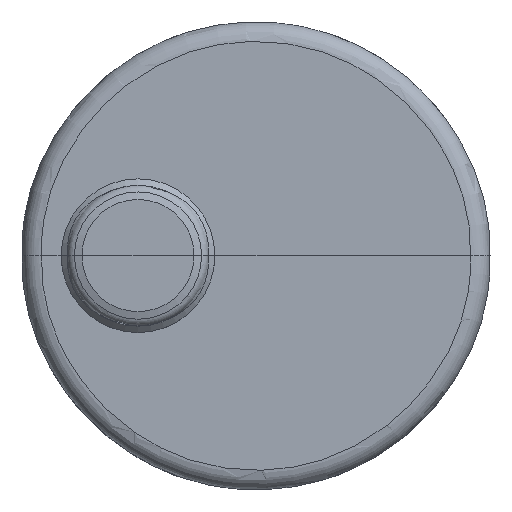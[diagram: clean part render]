
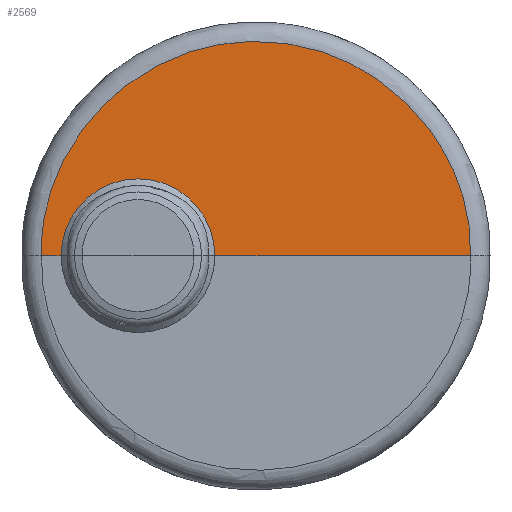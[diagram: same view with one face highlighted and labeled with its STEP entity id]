
A CAD part, top view. The second image highlights one B-rep face of the part: STEP entity #2569.
In plain terms, the highlighted planar face has unit normal (0, 0, 1).
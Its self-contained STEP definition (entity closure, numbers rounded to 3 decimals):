
#45=B_SPLINE_CURVE_WITH_KNOTS($,3,(#3692,#3693,#3694,#3695),
 .UNSPECIFIED.,.F.,.F.,(4,4),(0.,0.2),.UNSPECIFIED.);
#46=B_SPLINE_CURVE_WITH_KNOTS($,3,(#3697,#3698,#3699,#3700),
 .UNSPECIFIED.,.F.,.F.,(4,4),(0.8,1.),.UNSPECIFIED.);
#47=B_SPLINE_CURVE_WITH_KNOTS($,3,(#3702,#3703,#3704,#3705),
 .UNSPECIFIED.,.F.,.F.,(4,4),(0.6,0.8),.UNSPECIFIED.);
#48=B_SPLINE_CURVE_WITH_KNOTS($,3,(#3707,#3708,#3709,#3710),
 .UNSPECIFIED.,.F.,.F.,(4,4),(0.4,0.6),.UNSPECIFIED.);
#49=B_SPLINE_CURVE_WITH_KNOTS($,3,(#3711,#3712,#3713,#3714),
 .UNSPECIFIED.,.F.,.F.,(4,4),(0.2,0.4),.UNSPECIFIED.);
#221=FACE_OUTER_BOUND($,#365,.T.);
#365=EDGE_LOOP($,(#1743,#1744,#1745,#1746,#1747,#1748,#1749,#1750,#1751));
#493=CIRCLE($,#2719,7.25);
#560=LINE($,#3717,#769);
#561=LINE($,#3718,#770);
#562=LINE($,#3719,#771);
#769=VECTOR($,#3023,22.);
#770=VECTOR($,#3024,4.75);
#771=VECTOR($,#3025,2.75);
#970=VERTEX_POINT($,#3590);
#971=VERTEX_POINT($,#3592);
#983=VERTEX_POINT($,#3654);
#985=VERTEX_POINT($,#3665);
#989=VERTEX_POINT($,#3691);
#990=VERTEX_POINT($,#3696);
#991=VERTEX_POINT($,#3701);
#992=VERTEX_POINT($,#3706);
#993=VERTEX_POINT($,#3716);
#1248=EDGE_CURVE($,#970,#971,#493,.T.);
#1276=EDGE_CURVE($,#985,#989,#45,.T.);
#1277=EDGE_CURVE($,#990,#983,#46,.T.);
#1278=EDGE_CURVE($,#991,#990,#47,.T.);
#1279=EDGE_CURVE($,#992,#991,#48,.T.);
#1280=EDGE_CURVE($,#989,#992,#49,.T.);
#1281=EDGE_CURVE($,#993,#985,#560,.T.);
#1282=EDGE_CURVE($,#971,#993,#561,.T.);
#1283=EDGE_CURVE($,#983,#970,#562,.T.);
#1743=ORIENTED_EDGE($,*,*,#1276,.T.);
#1744=ORIENTED_EDGE($,*,*,#1280,.T.);
#1745=ORIENTED_EDGE($,*,*,#1279,.T.);
#1746=ORIENTED_EDGE($,*,*,#1278,.T.);
#1747=ORIENTED_EDGE($,*,*,#1277,.T.);
#1748=ORIENTED_EDGE($,*,*,#1283,.T.);
#1749=ORIENTED_EDGE($,*,*,#1248,.T.);
#1750=ORIENTED_EDGE($,*,*,#1282,.T.);
#1751=ORIENTED_EDGE($,*,*,#1281,.T.);
#2435=PLANE($,#2741);
#2569=ADVANCED_FACE($,(#221),#2435,.F.);
#2719=AXIS2_PLACEMENT_3D($,#3597,#2969,#2970);
#2741=AXIS2_PLACEMENT_3D($,#3720,#3026,#3027);
#2969=DIRECTION('center_axis',(0.,0.,-1.));
#2970=DIRECTION('ref_axis',(-1.,0.,0.));
#3023=DIRECTION($,(1.,0.,0.));
#3024=DIRECTION($,(1.,0.,0.));
#3025=DIRECTION($,(1.,0.,0.));
#3026=DIRECTION('center_axis',(0.,0.,-1.));
#3027=DIRECTION('ref_axis',(-1.,0.,0.));
#3590=CARTESIAN_POINT('',(-19.25,0.,31.));
#3592=CARTESIAN_POINT('',(-4.75,0.,31.));
#3597=CARTESIAN_POINT('Origin',(-12.,0.,
31.));
#3654=CARTESIAN_POINT('',(-22.,0.,31.));
#3665=CARTESIAN_POINT('',(22.,0.,31.));
#3691=CARTESIAN_POINT('',(17.798,12.931,31.));
#3692=CARTESIAN_POINT('Ctrl Pts',(22.,0.,31.));
#3693=CARTESIAN_POINT('Ctrl Pts',(22.163,4.727,31.));
#3694=CARTESIAN_POINT('Ctrl Pts',(20.547,9.241,31.));
#3695=CARTESIAN_POINT('Ctrl Pts',(17.798,12.931,31.));
#3696=CARTESIAN_POINT('',(-17.798,12.931,31.));
#3697=CARTESIAN_POINT('Ctrl Pts',(-17.798,12.931,31.));
#3698=CARTESIAN_POINT('Ctrl Pts',(-20.547,9.241,31.));
#3699=CARTESIAN_POINT('Ctrl Pts',(-22.163,4.727,31.));
#3700=CARTESIAN_POINT('Ctrl Pts',(-22.,0.,
31.));
#3701=CARTESIAN_POINT('',(-6.798,20.923,31.));
#3702=CARTESIAN_POINT('Ctrl Pts',(-6.798,20.923,31.));
#3703=CARTESIAN_POINT('Ctrl Pts',(-11.168,19.489,31.));
#3704=CARTESIAN_POINT('Ctrl Pts',(-15.05,16.622,31.));
#3705=CARTESIAN_POINT('Ctrl Pts',(-17.798,12.931,31.));
#3706=CARTESIAN_POINT('',(6.798,20.923,31.));
#3707=CARTESIAN_POINT('Ctrl Pts',(6.798,20.923,31.));
#3708=CARTESIAN_POINT('Ctrl Pts',(2.429,22.357,31.));
#3709=CARTESIAN_POINT('Ctrl Pts',(-2.429,22.357,31.));
#3710=CARTESIAN_POINT('Ctrl Pts',(-6.798,20.923,31.));
#3711=CARTESIAN_POINT('Ctrl Pts',(17.798,12.931,31.));
#3712=CARTESIAN_POINT('Ctrl Pts',(15.05,16.622,31.));
#3713=CARTESIAN_POINT('Ctrl Pts',(11.168,19.489,31.));
#3714=CARTESIAN_POINT('Ctrl Pts',(6.798,20.923,31.));
#3716=CARTESIAN_POINT('',(0.,0.,31.));
#3717=CARTESIAN_POINT($,(0.,0.,31.));
#3718=CARTESIAN_POINT($,(-4.75,0.,31.));
#3719=CARTESIAN_POINT($,(-22.,0.,31.));
#3720=CARTESIAN_POINT('Origin',(0.,0.,31.));
